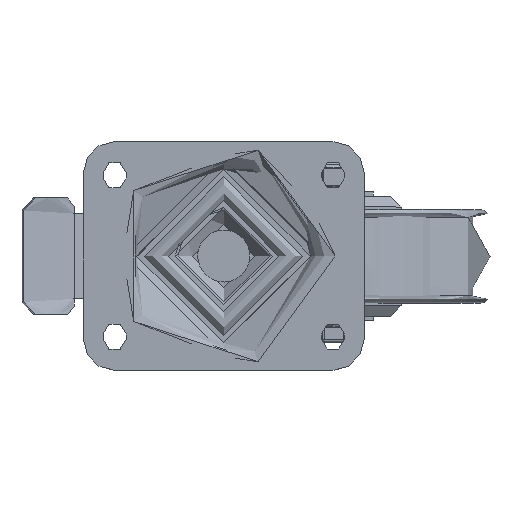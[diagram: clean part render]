
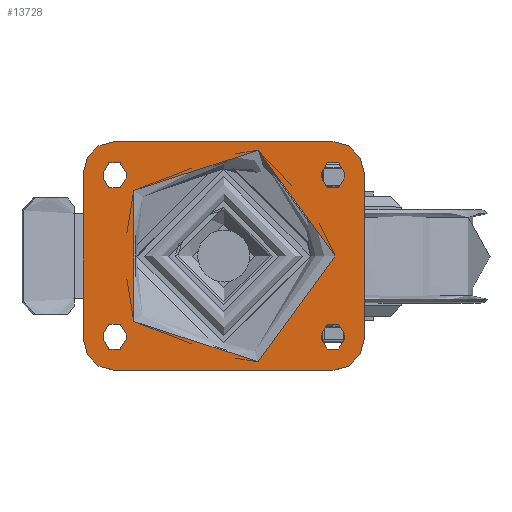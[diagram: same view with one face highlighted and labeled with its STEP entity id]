
A CAD part, top view. The second image highlights one B-rep face of the part: STEP entity #13728.
In plain terms, the highlighted planar face has unit normal (0, 0, 1).
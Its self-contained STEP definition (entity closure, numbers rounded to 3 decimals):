
#390=FACE_BOUND('',#4905,.T.);
#391=FACE_BOUND('',#4906,.T.);
#392=FACE_BOUND('',#4907,.T.);
#393=FACE_BOUND('',#4908,.T.);
#394=FACE_BOUND('',#4909,.T.);
#578=PLANE('',#14975);
#1077=LINE('',#21828,#2150);
#1078=LINE('',#21829,#2151);
#1079=LINE('',#21830,#2152);
#1080=LINE('',#21831,#2153);
#1081=LINE('',#21834,#2154);
#1082=LINE('',#21838,#2155);
#1083=LINE('',#21842,#2156);
#1084=LINE('',#21846,#2157);
#1085=LINE('',#21850,#2158);
#1086=LINE('',#21854,#2159);
#1087=LINE('',#21858,#2160);
#1088=LINE('',#21862,#2161);
#2150=VECTOR('',#16861,1000.);
#2151=VECTOR('',#16862,1000.);
#2152=VECTOR('',#16863,1000.);
#2153=VECTOR('',#16864,1000.);
#2154=VECTOR('',#16865,1000.);
#2155=VECTOR('',#16868,1000.);
#2156=VECTOR('',#16871,1000.);
#2157=VECTOR('',#16874,1000.);
#2158=VECTOR('',#16877,1000.);
#2159=VECTOR('',#16880,1000.);
#2160=VECTOR('',#16883,1000.);
#2161=VECTOR('',#16886,1000.);
#3114=CIRCLE('',#14780,15.);
#3116=CIRCLE('',#14783,15.);
#3118=CIRCLE('',#14786,15.);
#3120=CIRCLE('',#14789,15.);
#3137=CIRCLE('',#14812,53.478);
#3203=CIRCLE('',#14976,5.5);
#3204=CIRCLE('',#14977,5.5);
#3205=CIRCLE('',#14978,5.5);
#3206=CIRCLE('',#14979,5.5);
#3207=CIRCLE('',#14980,5.5);
#3208=CIRCLE('',#14981,5.5);
#3209=CIRCLE('',#14982,5.5);
#3210=CIRCLE('',#14983,5.5);
#4085=FACE_OUTER_BOUND('',#4904,.T.);
#4904=EDGE_LOOP('',(#10043,#10044,#10045,#10046,#10047,#10048,#10049,#10050));
#4905=EDGE_LOOP('',(#10051,#10052,#10053,#10054));
#4906=EDGE_LOOP('',(#10055,#10056,#10057,#10058));
#4907=EDGE_LOOP('',(#10059,#10060,#10061,#10062));
#4908=EDGE_LOOP('',(#10063,#10064,#10065,#10066));
#4909=EDGE_LOOP('',(#10067));
#6120=VERTEX_POINT('',#20755);
#6121=VERTEX_POINT('',#20756);
#6124=VERTEX_POINT('',#20764);
#6125=VERTEX_POINT('',#20765);
#6128=VERTEX_POINT('',#20773);
#6129=VERTEX_POINT('',#20774);
#6132=VERTEX_POINT('',#20782);
#6133=VERTEX_POINT('',#20783);
#6148=VERTEX_POINT('',#20825);
#6261=VERTEX_POINT('',#21832);
#6262=VERTEX_POINT('',#21833);
#6263=VERTEX_POINT('',#21835);
#6264=VERTEX_POINT('',#21837);
#6265=VERTEX_POINT('',#21840);
#6266=VERTEX_POINT('',#21841);
#6267=VERTEX_POINT('',#21843);
#6268=VERTEX_POINT('',#21845);
#6269=VERTEX_POINT('',#21848);
#6270=VERTEX_POINT('',#21849);
#6271=VERTEX_POINT('',#21851);
#6272=VERTEX_POINT('',#21853);
#6273=VERTEX_POINT('',#21856);
#6274=VERTEX_POINT('',#21857);
#6275=VERTEX_POINT('',#21859);
#6276=VERTEX_POINT('',#21861);
#7446=EDGE_CURVE('',#6120,#6121,#3114,.T.);
#7450=EDGE_CURVE('',#6124,#6125,#3116,.T.);
#7454=EDGE_CURVE('',#6128,#6129,#3118,.T.);
#7458=EDGE_CURVE('',#6132,#6133,#3120,.T.);
#7479=EDGE_CURVE('',#6148,#6148,#3137,.T.);
#7690=EDGE_CURVE('',#6125,#6120,#1077,.T.);
#7691=EDGE_CURVE('',#6129,#6124,#1078,.T.);
#7692=EDGE_CURVE('',#6133,#6128,#1079,.T.);
#7693=EDGE_CURVE('',#6121,#6132,#1080,.T.);
#7694=EDGE_CURVE('',#6261,#6262,#1081,.T.);
#7695=EDGE_CURVE('',#6262,#6263,#3203,.T.);
#7696=EDGE_CURVE('',#6263,#6264,#1082,.T.);
#7697=EDGE_CURVE('',#6264,#6261,#3204,.T.);
#7698=EDGE_CURVE('',#6265,#6266,#1083,.T.);
#7699=EDGE_CURVE('',#6266,#6267,#3205,.T.);
#7700=EDGE_CURVE('',#6267,#6268,#1084,.T.);
#7701=EDGE_CURVE('',#6268,#6265,#3206,.T.);
#7702=EDGE_CURVE('',#6269,#6270,#1085,.T.);
#7703=EDGE_CURVE('',#6270,#6271,#3207,.T.);
#7704=EDGE_CURVE('',#6271,#6272,#1086,.T.);
#7705=EDGE_CURVE('',#6272,#6269,#3208,.T.);
#7706=EDGE_CURVE('',#6273,#6274,#1087,.T.);
#7707=EDGE_CURVE('',#6274,#6275,#3209,.T.);
#7708=EDGE_CURVE('',#6275,#6276,#1088,.T.);
#7709=EDGE_CURVE('',#6276,#6273,#3210,.T.);
#10043=ORIENTED_EDGE('',*,*,#7446,.F.);
#10044=ORIENTED_EDGE('',*,*,#7690,.F.);
#10045=ORIENTED_EDGE('',*,*,#7450,.F.);
#10046=ORIENTED_EDGE('',*,*,#7691,.F.);
#10047=ORIENTED_EDGE('',*,*,#7454,.F.);
#10048=ORIENTED_EDGE('',*,*,#7692,.F.);
#10049=ORIENTED_EDGE('',*,*,#7458,.F.);
#10050=ORIENTED_EDGE('',*,*,#7693,.F.);
#10051=ORIENTED_EDGE('',*,*,#7694,.T.);
#10052=ORIENTED_EDGE('',*,*,#7695,.T.);
#10053=ORIENTED_EDGE('',*,*,#7696,.T.);
#10054=ORIENTED_EDGE('',*,*,#7697,.T.);
#10055=ORIENTED_EDGE('',*,*,#7698,.T.);
#10056=ORIENTED_EDGE('',*,*,#7699,.T.);
#10057=ORIENTED_EDGE('',*,*,#7700,.T.);
#10058=ORIENTED_EDGE('',*,*,#7701,.T.);
#10059=ORIENTED_EDGE('',*,*,#7702,.T.);
#10060=ORIENTED_EDGE('',*,*,#7703,.T.);
#10061=ORIENTED_EDGE('',*,*,#7704,.T.);
#10062=ORIENTED_EDGE('',*,*,#7705,.T.);
#10063=ORIENTED_EDGE('',*,*,#7706,.T.);
#10064=ORIENTED_EDGE('',*,*,#7707,.T.);
#10065=ORIENTED_EDGE('',*,*,#7708,.T.);
#10066=ORIENTED_EDGE('',*,*,#7709,.T.);
#10067=ORIENTED_EDGE('',*,*,#7479,.F.);
#13728=ADVANCED_FACE('',(#4085,#390,#391,#392,#393,#394),#578,.T.);
#14780=AXIS2_PLACEMENT_3D('',#20757,#16356,#16357);
#14783=AXIS2_PLACEMENT_3D('',#20766,#16364,#16365);
#14786=AXIS2_PLACEMENT_3D('',#20775,#16372,#16373);
#14789=AXIS2_PLACEMENT_3D('',#20784,#16380,#16381);
#14812=AXIS2_PLACEMENT_3D('',#20826,#16430,#16431);
#14975=AXIS2_PLACEMENT_3D('',#21827,#16859,#16860);
#14976=AXIS2_PLACEMENT_3D('',#21836,#16866,#16867);
#14977=AXIS2_PLACEMENT_3D('',#21839,#16869,#16870);
#14978=AXIS2_PLACEMENT_3D('',#21844,#16872,#16873);
#14979=AXIS2_PLACEMENT_3D('',#21847,#16875,#16876);
#14980=AXIS2_PLACEMENT_3D('',#21852,#16878,#16879);
#14981=AXIS2_PLACEMENT_3D('',#21855,#16881,#16882);
#14982=AXIS2_PLACEMENT_3D('',#21860,#16884,#16885);
#14983=AXIS2_PLACEMENT_3D('',#21863,#16887,#16888);
#16356=DIRECTION('center_axis',(0.,0.,-1.));
#16357=DIRECTION('ref_axis',(-0.707,-0.707,0.));
#16364=DIRECTION('center_axis',(0.,0.,-1.));
#16365=DIRECTION('ref_axis',(0.707,-0.707,0.));
#16372=DIRECTION('center_axis',(0.,0.,-1.));
#16373=DIRECTION('ref_axis',(0.707,0.707,0.));
#16380=DIRECTION('center_axis',(0.,0.,-1.));
#16381=DIRECTION('ref_axis',(-0.707,0.707,0.));
#16430=DIRECTION('center_axis',(0.,0.,1.));
#16431=DIRECTION('ref_axis',(0.,-1.,0.));
#16859=DIRECTION('center_axis',(0.,0.,1.));
#16860=DIRECTION('ref_axis',(1.,0.,0.));
#16861=DIRECTION('',(-1.,0.,0.));
#16862=DIRECTION('',(0.,-1.,0.));
#16863=DIRECTION('',(1.,0.,0.));
#16864=DIRECTION('',(0.,1.,0.));
#16865=DIRECTION('',(0.,1.,0.));
#16866=DIRECTION('center_axis',(0.,0.,-1.));
#16867=DIRECTION('ref_axis',(-1.,0.,0.));
#16868=DIRECTION('',(0.,-1.,0.));
#16869=DIRECTION('center_axis',(0.,0.,-1.));
#16870=DIRECTION('ref_axis',(-1.,0.,0.));
#16871=DIRECTION('',(0.,-1.,0.));
#16872=DIRECTION('center_axis',(0.,0.,-1.));
#16873=DIRECTION('ref_axis',(-1.,0.,0.));
#16874=DIRECTION('',(0.,1.,0.));
#16875=DIRECTION('center_axis',(0.,0.,-1.));
#16876=DIRECTION('ref_axis',(-1.,0.,0.));
#16877=DIRECTION('',(0.,1.,0.));
#16878=DIRECTION('center_axis',(0.,0.,-1.));
#16879=DIRECTION('ref_axis',(1.,0.,0.));
#16880=DIRECTION('',(0.,-1.,0.));
#16881=DIRECTION('center_axis',(0.,0.,-1.));
#16882=DIRECTION('ref_axis',(1.,0.,0.));
#16883=DIRECTION('',(0.,-1.,0.));
#16884=DIRECTION('center_axis',(0.,0.,-1.));
#16885=DIRECTION('ref_axis',(1.,0.,0.));
#16886=DIRECTION('',(0.,1.,0.));
#16887=DIRECTION('center_axis',(0.,0.,-1.));
#16888=DIRECTION('ref_axis',(1.,0.,0.));
#20755=CARTESIAN_POINT('',(-52.5,-55.,0.));
#20756=CARTESIAN_POINT('',(-67.5,-40.,0.));
#20757=CARTESIAN_POINT('Origin',(-52.5,-40.,0.));
#20764=CARTESIAN_POINT('',(67.5,-40.,0.));
#20765=CARTESIAN_POINT('',(52.5,-55.,0.));
#20766=CARTESIAN_POINT('Origin',(52.5,-40.,0.));
#20773=CARTESIAN_POINT('',(52.5,55.,0.));
#20774=CARTESIAN_POINT('',(67.5,40.,0.));
#20775=CARTESIAN_POINT('Origin',(52.5,40.,0.));
#20782=CARTESIAN_POINT('',(-67.5,40.,0.));
#20783=CARTESIAN_POINT('',(-52.5,55.,0.));
#20784=CARTESIAN_POINT('Origin',(-52.5,40.,0.));
#20825=CARTESIAN_POINT('',(53.478,0.,0.));
#20826=CARTESIAN_POINT('Origin',(0.,0.,0.));
#21827=CARTESIAN_POINT('Origin',(0.,0.,0.));
#21828=CARTESIAN_POINT('',(67.5,-55.,0.));
#21829=CARTESIAN_POINT('',(67.5,55.,0.));
#21830=CARTESIAN_POINT('',(-67.5,55.,0.));
#21831=CARTESIAN_POINT('',(-67.5,-55.,0.));
#21832=CARTESIAN_POINT('',(47.,-40.,0.));
#21833=CARTESIAN_POINT('',(47.,-37.5,0.));
#21834=CARTESIAN_POINT('',(47.,-40.,0.));
#21835=CARTESIAN_POINT('',(58.,-37.5,0.));
#21836=CARTESIAN_POINT('Origin',(52.5,-37.5,0.));
#21837=CARTESIAN_POINT('',(58.,-40.,0.));
#21838=CARTESIAN_POINT('',(58.,-40.,0.));
#21839=CARTESIAN_POINT('Origin',(52.5,-40.,0.));
#21840=CARTESIAN_POINT('',(58.,40.,0.));
#21841=CARTESIAN_POINT('',(58.,37.5,0.));
#21842=CARTESIAN_POINT('',(58.,40.,0.));
#21843=CARTESIAN_POINT('',(47.,37.5,0.));
#21844=CARTESIAN_POINT('Origin',(52.5,37.5,0.));
#21845=CARTESIAN_POINT('',(47.,40.,0.));
#21846=CARTESIAN_POINT('',(47.,40.,0.));
#21847=CARTESIAN_POINT('Origin',(52.5,40.,0.));
#21848=CARTESIAN_POINT('',(-58.,-40.,0.));
#21849=CARTESIAN_POINT('',(-58.,-37.5,0.));
#21850=CARTESIAN_POINT('',(-58.,-40.,0.));
#21851=CARTESIAN_POINT('',(-47.,-37.5,0.));
#21852=CARTESIAN_POINT('Origin',(-52.5,-37.5,0.));
#21853=CARTESIAN_POINT('',(-47.,-40.,0.));
#21854=CARTESIAN_POINT('',(-47.,-40.,0.));
#21855=CARTESIAN_POINT('Origin',(-52.5,-40.,0.));
#21856=CARTESIAN_POINT('',(-47.,40.,0.));
#21857=CARTESIAN_POINT('',(-47.,37.5,0.));
#21858=CARTESIAN_POINT('',(-47.,40.,0.));
#21859=CARTESIAN_POINT('',(-58.,37.5,0.));
#21860=CARTESIAN_POINT('Origin',(-52.5,37.5,0.));
#21861=CARTESIAN_POINT('',(-58.,40.,0.));
#21862=CARTESIAN_POINT('',(-58.,40.,0.));
#21863=CARTESIAN_POINT('Origin',(-52.5,40.,0.));
